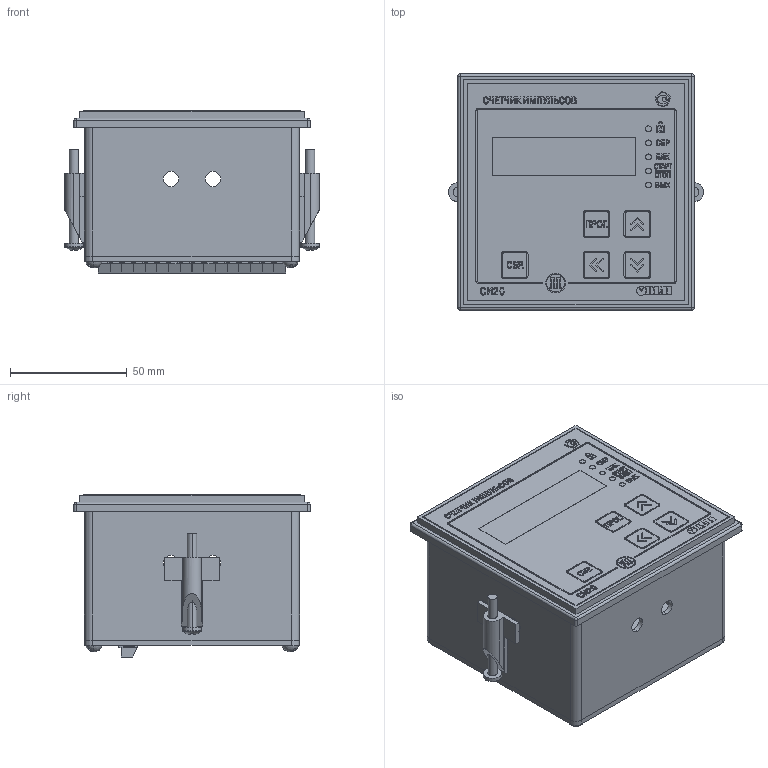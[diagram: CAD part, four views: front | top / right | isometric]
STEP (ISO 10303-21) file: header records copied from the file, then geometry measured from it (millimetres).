
FILE_DESCRIPTION (( 'STEP AP214' ), '1' );
FILE_NAME ('3D Ìîäåëü ÑÈ20-Ù1.Õ.STEP', '2016-08-16T15:10:10', ( '' ), ( '' ), 'SwSTEP 2.0', 'SolidWorks 2013', '' );
FILE_SCHEMA (( 'AUTOMOTIVE_DESIGN' ));
Length unit declared in the file: millimetre
Products named in the file (10): 鎔艜 襞旂 17473_M4x10; 抔樦憵 DG126; ïëàòà ÈÌÑ; Êîðïóñ Ù1_êðûøêà1; Ïàíåëü ëèöåâàÿ ÑÈ20; pan cross head_am_B18.6.7M - M4 x 0.7 x 40 Type I Cross Recessed PHMS --40N; 栺闀闉 睯艜鍒鍣; Óïëîòíèòåëü Ù1; Êîðïóñ Ù1_âåðõ; 3D Ìîäåëü ÑÈ20-Ù1.Õ
Assembly tree (29 placements, depth 2):
  3D Ìîäåëü ÑÈ20-Ù1.Õ
    Êîðïóñ Ù1_âåðõ
    Óïëîòíèòåëü Ù1
    栺闀闉 睯艜鍒鍣  x2
    pan cross head_am_B18.6.7M - M4 x 0.7 x 40 Type I Cross Recessed PHMS --40N  x2
    Ïàíåëü ëèöåâàÿ ÑÈ20
    Êîðïóñ Ù1_êðûøêà1
    ïëàòà ÈÌÑ
    抔樦憵 DG126  x16
    鎔艜 襞旂 17473_M4x10  x4
Bounding box: 109 x 101 x 69.3 mm (x, y, z)
Volume: 99078.1 mm3; surface area: 127637.5 mm2
Topology: 29 solids, 29 shells, 2359 faces, 6265 edges, 4134 vertices
Faces by surface type: plane 1654, bspline 256, cylinder 253, cone 120, torus 60, sphere 16
Entity records: 49023 total; most frequent: CARTESIAN_POINT 10277, ORIENTED_EDGE 6084, DIRECTION 4674, EDGE_CURVE 3042, VECTOR 2232, LINE 2232, VERTEX_POINT 2018, EDGE_LOOP 1326
